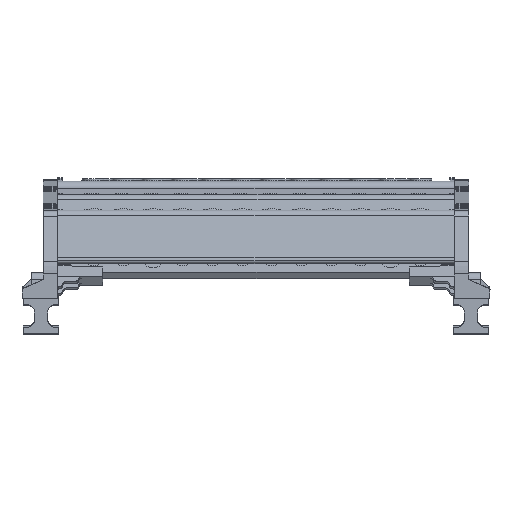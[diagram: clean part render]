
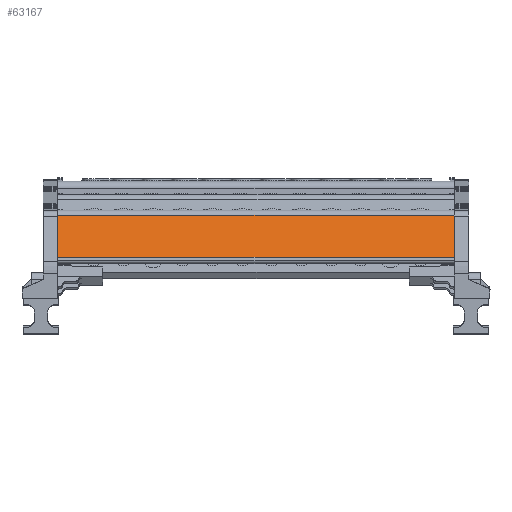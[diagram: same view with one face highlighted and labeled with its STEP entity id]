
A CAD part, top view. The second image highlights one B-rep face of the part: STEP entity #63167.
In plain terms, the highlighted planar face has unit normal (0, 0.276, 0.961).
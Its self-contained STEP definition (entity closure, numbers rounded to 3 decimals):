
#4073 = ORIENTED_EDGE ( 'NONE', *, *, #102562, .T. ) ;
#4080 = ORIENTED_EDGE ( 'NONE', *, *, #101755, .T. ) ;
#4150 = ORIENTED_EDGE ( 'NONE', *, *, #102666, .F. ) ;
#4156 = ORIENTED_EDGE ( 'NONE', *, *, #102625, .T. ) ;
#18685 = VECTOR ( 'NONE', #55467, 1000. ) ;
#37671 = CARTESIAN_POINT ( 'NONE',  ( -122.799, 255.321, 45.469 ) ) ;
#37818 = CARTESIAN_POINT ( 'NONE',  ( 44.198, 255.321, 45.469 ) ) ;
#37953 = CARTESIAN_POINT ( 'NONE',  ( -122.799, 274.443, 39.986 ) ) ;
#38312 = CARTESIAN_POINT ( 'NONE',  ( 44.198, 274.443, 39.986 ) ) ;
#41901 = VECTOR ( 'NONE', #45516, 1000. ) ;
#41940 = VECTOR ( 'NONE', #45609, 1000. ) ;
#41995 = VECTOR ( 'NONE', #44024, 1000. ) ;
#44011 = LINE ( 'NONE', #44043, #41995 ) ;
#44024 = DIRECTION ( 'NONE',  ( 1., 0., 0. ) ) ;
#44043 = CARTESIAN_POINT ( 'NONE',  ( -12.174, 274.443, 39.986 ) ) ;
#45497 = CARTESIAN_POINT ( 'NONE',  ( 44.198, 266.403, 42.292 ) ) ;
#45516 = DIRECTION ( 'NONE',  ( 0., 0.961, -0.276 ) ) ;
#45550 = LINE ( 'NONE', #45497, #41901 ) ;
#45604 = LINE ( 'NONE', #45622, #41940 ) ;
#45609 = DIRECTION ( 'NONE',  ( 0., -0.961, 0.276 ) ) ;
#45622 = CARTESIAN_POINT ( 'NONE',  ( -122.799, 274.443, 39.986 ) ) ;
#49678 = DIRECTION ( 'NONE',  ( 0., 0.276, 0.961 ) ) ;
#49706 = PLANE ( 'NONE',  #55663 ) ;
#49712 = FACE_OUTER_BOUND ( 'NONE', #61324, .T. ) ;
#49718 = CARTESIAN_POINT ( 'NONE',  ( -12.174, 266.403, 42.292 ) ) ;
#49750 = DIRECTION ( 'NONE',  ( 0., -0.961, 0.276 ) ) ;
#55456 = CARTESIAN_POINT ( 'NONE',  ( -12.174, 255.321, 45.469 ) ) ;
#55460 = LINE ( 'NONE', #55456, #18685 ) ;
#55467 = DIRECTION ( 'NONE',  ( 1., 0., 0. ) ) ;
#55663 = AXIS2_PLACEMENT_3D ( 'NONE', #49718, #49678, #49750 ) ;
#61324 = EDGE_LOOP ( 'NONE', ( #4156, #4080, #4073, #4150 ) ) ;
#63167 = ADVANCED_FACE ( 'NONE', ( #49712 ), #49706, .T. ) ;
#64948 = VERTEX_POINT ( 'NONE', #37671 ) ;
#65031 = VERTEX_POINT ( 'NONE', #37818 ) ;
#65174 = VERTEX_POINT ( 'NONE', #37953 ) ;
#65403 = VERTEX_POINT ( 'NONE', #38312 ) ;
#101755 = EDGE_CURVE ( 'NONE', #64948, #65031, #55460, .T. ) ;
#102562 = EDGE_CURVE ( 'NONE', #65031, #65403, #45550, .T. ) ;
#102625 = EDGE_CURVE ( 'NONE', #65174, #64948, #45604, .T. ) ;
#102666 = EDGE_CURVE ( 'NONE', #65174, #65403, #44011, .T. ) ;
